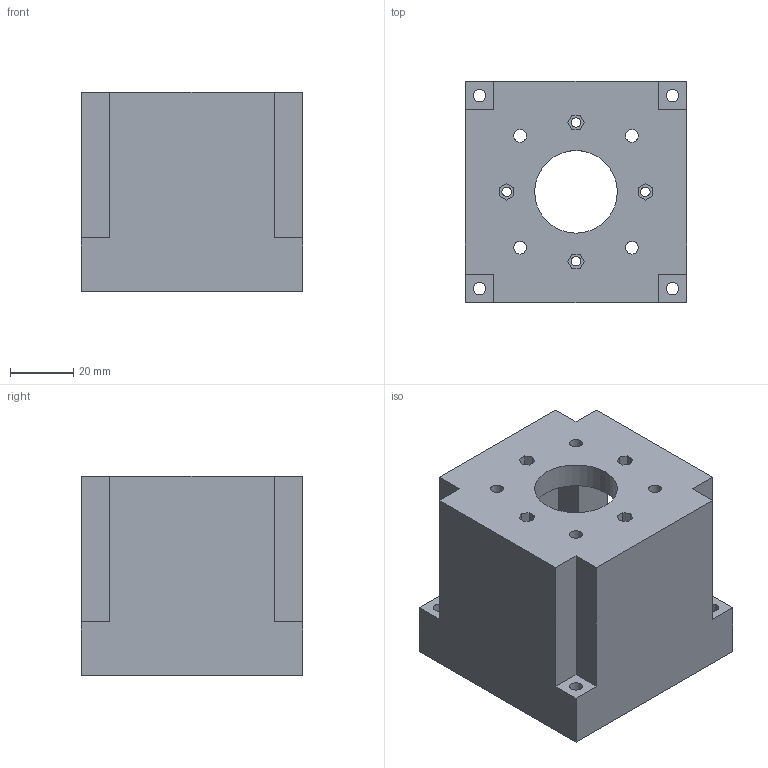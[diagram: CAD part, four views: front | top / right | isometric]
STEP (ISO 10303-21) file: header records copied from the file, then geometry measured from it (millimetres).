
FILE_DESCRIPTION(/* description */ (''),/* implementation_level */ '2;1');
FILE_NAME(/* name */ '',/* time_stamp */ '2023-09-23T21:25:30+08:00',/* author */ (''),/* organization */ (''),/* preprocessor_version */ 'ST-DEVELOPER v20',/* originating_system */ 'Autodesk Translation Framework v12.9.0.99',/* authorisation */ '');
FILE_SCHEMA (('AUTOMOTIVE_DESIGN { 1 0 10303 214 3 1 1 }'));
Length unit declared in the file: millimetre
Products named in the file (1): 底座第三版v1
Bounding box: 70 x 70 x 63 mm (x, y, z)
Volume: 94679.4 mm3; surface area: 37754 mm2
Topology: 1 solids, 1 shells, 99 faces, 267 edges, 178 vertices
Faces by surface type: plane 86, cylinder 13
Full cylindrical faces by diameter (mm): 3 x4, 4 x8, 26.1 x1
Entity records: 3152 total; most frequent: CARTESIAN_POINT 545, ORIENTED_EDGE 534, DIRECTION 493, EDGE_CURVE 267, LINE 241, VECTOR 241, VERTEX_POINT 178, EDGE_LOOP 133
